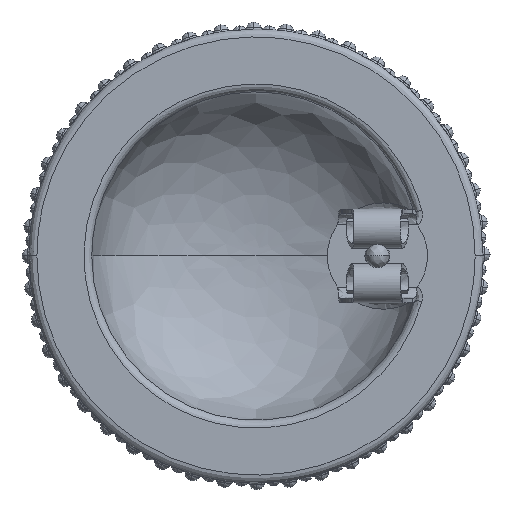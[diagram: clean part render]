
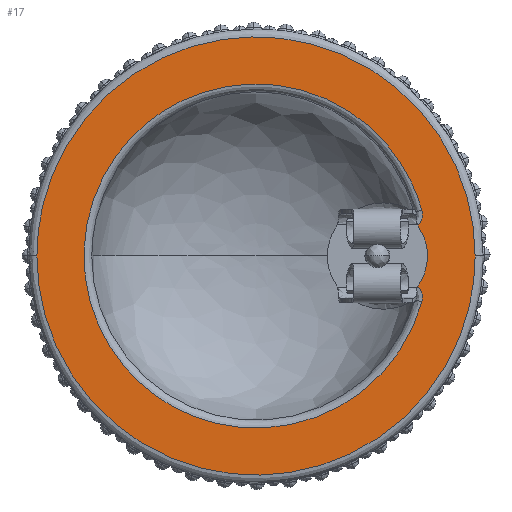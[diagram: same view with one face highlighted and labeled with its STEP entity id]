
A CAD part, front view. The second image highlights one B-rep face of the part: STEP entity #17.
In plain terms, the highlighted free-form (B-spline) face has degree [1, 1] with [2, 2] control points.
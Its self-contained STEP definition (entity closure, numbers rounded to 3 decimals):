
#17 = ADVANCED_FACE('',(#18,#40,#100),#122,.T.);
#18 = FACE_BOUND('',#19,.F.);
#19 = EDGE_LOOP('',(#20,#32));
#20 = ORIENTED_EDGE('',*,*,#21,.F.);
#21 = EDGE_CURVE('',#22,#24,#26,.T.);
#22 = VERTEX_POINT('',#23);
#23 = CARTESIAN_POINT('',(5.953,0.,0.));
#24 = VERTEX_POINT('',#25);
#25 = CARTESIAN_POINT('',(-5.953,0.,0.));
#26 = ( BOUNDED_CURVE() B_SPLINE_CURVE(2,(#27,#28,#29,#30,#31),
.UNSPECIFIED.,.F.,.F.) B_SPLINE_CURVE_WITH_KNOTS((3,2,3),(0.,
1.571,3.142),.PIECEWISE_BEZIER_KNOTS.) CURVE() 
GEOMETRIC_REPRESENTATION_ITEM() RATIONAL_B_SPLINE_CURVE((1.,
0.707,1.,0.707,1.)) REPRESENTATION_ITEM('') );
#27 = CARTESIAN_POINT('',(5.953,0.,0.));
#28 = CARTESIAN_POINT('',(5.953,0.,5.953));
#29 = CARTESIAN_POINT('',(0.,0.,5.953));
#30 = CARTESIAN_POINT('',(-5.953,0.,5.953));
#31 = CARTESIAN_POINT('',(-5.953,0.,0.));
#32 = ORIENTED_EDGE('',*,*,#33,.F.);
#33 = EDGE_CURVE('',#24,#22,#34,.T.);
#34 = ( BOUNDED_CURVE() B_SPLINE_CURVE(2,(#35,#36,#37,#38,#39),
.UNSPECIFIED.,.F.,.F.) B_SPLINE_CURVE_WITH_KNOTS((3,2,3),(0.,
1.571,3.142),.PIECEWISE_BEZIER_KNOTS.) CURVE() 
GEOMETRIC_REPRESENTATION_ITEM() RATIONAL_B_SPLINE_CURVE((1.,
0.707,1.,0.707,1.)) REPRESENTATION_ITEM('') );
#35 = CARTESIAN_POINT('',(-5.953,0.,0.));
#36 = CARTESIAN_POINT('',(-5.953,0.,-5.953));
#37 = CARTESIAN_POINT('',(0.,0.,-5.953));
#38 = CARTESIAN_POINT('',(5.953,0.,-5.953));
#39 = CARTESIAN_POINT('',(5.953,0.,0.));
#40 = FACE_BOUND('',#41,.F.);
#41 = EDGE_LOOP('',(#42,#56,#74,#84));
#42 = ORIENTED_EDGE('',*,*,#43,.F.);
#43 = EDGE_CURVE('',#44,#46,#48,.T.);
#44 = VERTEX_POINT('',#45);
#45 = CARTESIAN_POINT('',(4.506,0.,
    -1.242));
#46 = VERTEX_POINT('',#47);
#47 = CARTESIAN_POINT('',(4.506,0.,
    1.242));
#48 = ( BOUNDED_CURVE() B_SPLINE_CURVE(2,(#49,#50,#51,#52,#53,#54,#55),
.UNSPECIFIED.,.F.,.F.) B_SPLINE_CURVE_WITH_KNOTS((3,2,2,3),(0.,
    1.915,3.83,5.745),
.PIECEWISE_BEZIER_KNOTS.) CURVE() GEOMETRIC_REPRESENTATION_ITEM() 
RATIONAL_B_SPLINE_CURVE((1.,0.576,1.,0.576,1.,
0.576,1.)) REPRESENTATION_ITEM('') );
#49 = CARTESIAN_POINT('',(4.506,0.,-1.242));
#50 = CARTESIAN_POINT('',(2.741,0.,-7.645));
#51 = CARTESIAN_POINT('',(-2.69,0.,-3.822));
#52 = CARTESIAN_POINT('',(-8.121,0.,0.));
#53 = CARTESIAN_POINT('',(-2.69,0.,3.822));
#54 = CARTESIAN_POINT('',(2.741,0.,7.645));
#55 = CARTESIAN_POINT('',(4.506,0.,1.242));
#56 = ORIENTED_EDGE('',*,*,#57,.T.);
#57 = EDGE_CURVE('',#44,#58,#60,.T.);
#58 = VERTEX_POINT('',#59);
#59 = CARTESIAN_POINT('',(3.849,0.,
    -0.783));
#60 = B_SPLINE_CURVE_WITH_KNOTS('',3,(#61,#62,#63,#64,#65,#66,#67,#68,
    #69,#70,#71,#72,#73),.UNSPECIFIED.,.F.,.F.,(4,1,1,1,1,1,1,1,1,1,4),(
    0.,0.1,0.2,0.3,0.4,0.5,0.6,0.7,0.8,0.9,1.),.QUASI_UNIFORM_KNOTS.);
#61 = CARTESIAN_POINT('',(4.506,0.,
    -1.242));
#62 = CARTESIAN_POINT('',(4.516,0.,
    -1.208));
#63 = CARTESIAN_POINT('',(4.525,0.,
    -1.139));
#64 = CARTESIAN_POINT('',(4.516,0.,
    -1.037));
#65 = CARTESIAN_POINT('',(4.482,0.,
    -0.94));
#66 = CARTESIAN_POINT('',(4.425,0.,
    -0.853));
#67 = CARTESIAN_POINT('',(4.35,0.,
    -0.783));
#68 = CARTESIAN_POINT('',(4.26,0.,
    -0.732));
#69 = CARTESIAN_POINT('',(4.161,0.,
    -0.705));
#70 = CARTESIAN_POINT('',(4.056,0.,
    -0.702));
#71 = CARTESIAN_POINT('',(3.946,0.,
    -0.727));
#72 = CARTESIAN_POINT('',(3.88,0.,
    -0.761));
#73 = CARTESIAN_POINT('',(3.849,0.,
    -0.783));
#74 = ORIENTED_EDGE('',*,*,#75,.T.);
#75 = EDGE_CURVE('',#58,#76,#78,.T.);
#76 = VERTEX_POINT('',#77);
#77 = CARTESIAN_POINT('',(3.849,0.,0.783));
#78 = ( BOUNDED_CURVE() B_SPLINE_CURVE(2,(#79,#80,#81,#82,#83),
.UNSPECIFIED.,.F.,.F.) B_SPLINE_CURVE_WITH_KNOTS((3,2,3),(0.,
2.184,4.368),.PIECEWISE_BEZIER_KNOTS.) CURVE() 
GEOMETRIC_REPRESENTATION_ITEM() RATIONAL_B_SPLINE_CURVE((1.,
0.461,1.,0.461,1.)) REPRESENTATION_ITEM('') );
#79 = CARTESIAN_POINT('',(3.849,0.,-0.783));
#80 = CARTESIAN_POINT('',(2.341,0.,-1.845));
#81 = CARTESIAN_POINT('',(2.341,0.,0.));
#82 = CARTESIAN_POINT('',(2.341,0.,1.845));
#83 = CARTESIAN_POINT('',(3.849,0.,0.783));
#84 = ORIENTED_EDGE('',*,*,#85,.T.);
#85 = EDGE_CURVE('',#76,#46,#86,.T.);
#86 = B_SPLINE_CURVE_WITH_KNOTS('',3,(#87,#88,#89,#90,#91,#92,#93,#94,
    #95,#96,#97,#98,#99),.UNSPECIFIED.,.F.,.F.,(4,1,1,1,1,1,1,1,1,1,4),(
    0.,0.1,0.2,0.3,0.4,0.5,0.6,0.7,0.8,0.9,1.),.QUASI_UNIFORM_KNOTS.);
#87 = CARTESIAN_POINT('',(3.849,0.,
    0.783));
#88 = CARTESIAN_POINT('',(3.879,0.,
    0.762));
#89 = CARTESIAN_POINT('',(3.941,0.,
    0.729));
#90 = CARTESIAN_POINT('',(4.041,0.,
    0.704));
#91 = CARTESIAN_POINT('',(4.145,0.,
    0.703));
#92 = CARTESIAN_POINT('',(4.245,0.,
    0.727));
#93 = CARTESIAN_POINT('',(4.337,0.,
    0.774));
#94 = CARTESIAN_POINT('',(4.415,0.,
    0.842));
#95 = CARTESIAN_POINT('',(4.474,0.,
    0.926));
#96 = CARTESIAN_POINT('',(4.512,0.,
    1.022));
#97 = CARTESIAN_POINT('',(4.526,0.,
    1.133));
#98 = CARTESIAN_POINT('',(4.516,0.,
    1.205));
#99 = CARTESIAN_POINT('',(4.506,0.,
    1.242));
#100 = FACE_BOUND('',#101,.F.);
#101 = EDGE_LOOP('',(#102,#114));
#102 = ORIENTED_EDGE('',*,*,#103,.T.);
#103 = EDGE_CURVE('',#104,#106,#108,.T.);
#104 = VERTEX_POINT('',#105);
#105 = CARTESIAN_POINT('',(2.766,0.,0.));
#106 = VERTEX_POINT('',#107);
#107 = CARTESIAN_POINT('',(3.83,0.,0.));
#108 = ( BOUNDED_CURVE() B_SPLINE_CURVE(2,(#109,#110,#111,#112,#113),
.UNSPECIFIED.,.F.,.F.) B_SPLINE_CURVE_WITH_KNOTS((3,2,3),(0.,
1.571,3.142),.PIECEWISE_BEZIER_KNOTS.) CURVE() 
GEOMETRIC_REPRESENTATION_ITEM() RATIONAL_B_SPLINE_CURVE((1.,
0.707,1.,0.707,1.)) REPRESENTATION_ITEM('') );
#109 = CARTESIAN_POINT('',(2.766,0.,0.));
#110 = CARTESIAN_POINT('',(2.766,0.,-0.532));
#111 = CARTESIAN_POINT('',(3.298,0.,-0.532));
#112 = CARTESIAN_POINT('',(3.83,0.,-0.532));
#113 = CARTESIAN_POINT('',(3.83,0.,0.));
#114 = ORIENTED_EDGE('',*,*,#115,.T.);
#115 = EDGE_CURVE('',#106,#104,#116,.T.);
#116 = ( BOUNDED_CURVE() B_SPLINE_CURVE(2,(#117,#118,#119,#120,#121),
.UNSPECIFIED.,.F.,.F.) B_SPLINE_CURVE_WITH_KNOTS((3,2,3),(0.,
1.571,3.142),.PIECEWISE_BEZIER_KNOTS.) CURVE() 
GEOMETRIC_REPRESENTATION_ITEM() RATIONAL_B_SPLINE_CURVE((1.,
0.707,1.,0.707,1.)) REPRESENTATION_ITEM('') );
#117 = CARTESIAN_POINT('',(3.83,0.,0.));
#118 = CARTESIAN_POINT('',(3.83,0.,0.532));
#119 = CARTESIAN_POINT('',(3.298,0.,0.532));
#120 = CARTESIAN_POINT('',(2.766,0.,0.532));
#121 = CARTESIAN_POINT('',(2.766,0.,0.));
#122 = B_SPLINE_SURFACE_WITH_KNOTS('',1,1,(
    (#123,#124)
    ,(#125,#126
    )),.UNSPECIFIED.,.F.,.F.,.F.,(2,2),(2,2),(-6.995,
    6.995),(-6.995,6.995),
  .PIECEWISE_BEZIER_KNOTS.);
#123 = CARTESIAN_POINT('',(5.953,0.,5.953));
#124 = CARTESIAN_POINT('',(5.953,0.,-5.953));
#125 = CARTESIAN_POINT('',(-5.953,0.,5.953));
#126 = CARTESIAN_POINT('',(-5.953,0.,-5.953));
